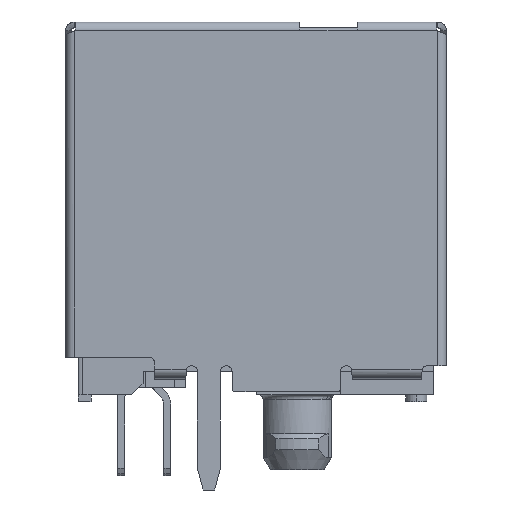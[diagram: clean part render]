
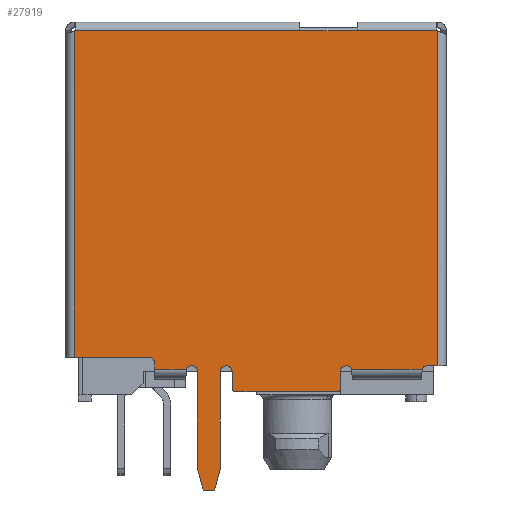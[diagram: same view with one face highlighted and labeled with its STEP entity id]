
A CAD part, left-side view. The second image highlights one B-rep face of the part: STEP entity #27919.
In plain terms, the highlighted planar face has unit normal (-1, 0, 0).
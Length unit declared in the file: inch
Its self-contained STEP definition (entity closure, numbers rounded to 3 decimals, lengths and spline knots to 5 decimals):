
#1557=DIRECTION('',(0.,1.,0.));
#1558=VECTOR('',#1557,0.38876);
#1559=CARTESIAN_POINT('',(-0.315,-0.287,0.088));
#1560=LINE('',#1559,#1558);
#1565=CARTESIAN_POINT('',(-0.315,-0.368,-0.502));
#1566=DIRECTION('',(-1.,0.,0.));
#1567=DIRECTION('',(0.,-0.908,0.42));
#1568=AXIS2_PLACEMENT_3D('',#1565,#1566,#1567);
#1570=CARTESIAN_POINT('',(-0.315,-0.353,-0.532));
#1571=DIRECTION('',(1.,0.,0.));
#1572=DIRECTION('',(0.,-1.,0.));
#1573=AXIS2_PLACEMENT_3D('',#1570,#1571,#1572);
#1575=CARTESIAN_POINT('',(-0.315,-0.175,-0.532));
#1576=DIRECTION('',(1.,0.,0.));
#1577=DIRECTION('',(0.,0.,-1.));
#1578=AXIS2_PLACEMENT_3D('',#1575,#1576,#1577);
#1580=CARTESIAN_POINT('',(-0.315,-0.16,-0.502));
#1581=DIRECTION('',(-1.,0.,0.));
#1582=DIRECTION('',(0.,-1.,0.));
#1583=AXIS2_PLACEMENT_3D('',#1580,#1581,#1582);
#1585=DIRECTION('',(0.,0.,-1.));
#1586=VECTOR('',#1585,0.16768);
#1587=CARTESIAN_POINT('',(-0.315,-0.15,-0.502));
#1588=LINE('',#1587,#1586);
#1589=DIRECTION('',(0.,0.259,-0.966));
#1590=VECTOR('',#1589,0.03864);
#1591=CARTESIAN_POINT('',(-0.315,-0.15,-0.66968));
#1592=LINE('',#1591,#1590);
#1593=DIRECTION('',(0.,0.259,0.966));
#1594=VECTOR('',#1593,0.03864);
#1595=CARTESIAN_POINT('',(-0.315,-0.12,-0.707));
#1596=LINE('',#1595,#1594);
#1597=CARTESIAN_POINT('',(-0.315,-0.1,-0.502));
#1598=DIRECTION('',(-1.,0.,0.));
#1599=DIRECTION('',(0.,-1.,0.));
#1600=AXIS2_PLACEMENT_3D('',#1597,#1598,#1599);
#1602=CARTESIAN_POINT('',(-0.315,-0.026,-0.487));
#1603=DIRECTION('',(-1.,0.,0.));
#1604=DIRECTION('',(0.,-1.,0.));
#1605=AXIS2_PLACEMENT_3D('',#1602,#1603,#1604);
#1607=CARTESIAN_POINT('',(-0.315,0.108,0.093));
#1608=DIRECTION('',(-1.,0.,0.));
#1609=DIRECTION('',(0.,-0.625,-0.781));
#1610=AXIS2_PLACEMENT_3D('',#1607,#1608,#1609);
#1612=DIRECTION('',(0.,0.,-1.));
#1613=VECTOR('',#1612,0.00015);
#1614=CARTESIAN_POINT('',(-0.315,-0.287,0.088));
#1615=LINE('',#1614,#1613);
#1616=CARTESIAN_POINT('',(-0.315,-0.531,0.093));
#1617=DIRECTION('',(-1.,0.,0.));
#1618=DIRECTION('',(0.,0.781,-0.625));
#1619=AXIS2_PLACEMENT_3D('',#1616,#1617,#1618);
#1621=CARTESIAN_POINT('',(-0.315,-0.508,-0.502));
#1622=DIRECTION('',(-1.,0.,0.));
#1623=DIRECTION('',(0.,0.,1.));
#1624=AXIS2_PLACEMENT_3D('',#1621,#1622,#1623);
#1703=DIRECTION('',(0.,-1.,0.));
#1704=VECTOR('',#1703,0.02);
#1705=CARTESIAN_POINT('',(-0.315,-0.12,-0.707));
#1706=LINE('',#1705,#1704);
#1719=DIRECTION('',(0.,0.,1.));
#1720=VECTOR('',#1719,0.16768);
#1721=CARTESIAN_POINT('',(-0.315,-0.11,-0.66968));
#1722=LINE('',#1721,#1720);
#1772=DIRECTION('',(0.,0.,1.));
#1773=VECTOR('',#1772,0.0108);
#1774=CARTESIAN_POINT('',(-0.315,-0.036,-0.4978));
#1775=LINE('',#1774,#1773);
#1804=DIRECTION('',(0.,-1.,0.));
#1805=VECTOR('',#1804,0.129);
#1806=CARTESIAN_POINT('',(-0.315,0.103,-0.477));
#1807=LINE('',#1806,#1805);
#3457=DIRECTION('',(0.,0.,-1.));
#3458=VECTOR('',#3457,0.56376);
#3459=CARTESIAN_POINT('',(-0.315,0.103,0.08676));
#3460=LINE('',#3459,#3458);
#4054=DIRECTION('',(0.,0.,1.));
#4055=VECTOR('',#4054,0.00015);
#4056=CARTESIAN_POINT('',(-0.315,-0.387,0.08785));
#4057=LINE('',#4056,#4055);
#4130=DIRECTION('',(0.,-1.,0.));
#4131=VECTOR('',#4130,0.018);
#4132=CARTESIAN_POINT('',(-0.315,-0.508,-0.492));
#4133=LINE('',#4132,#4131);
#4213=DIRECTION('',(0.,0.,1.));
#4214=VECTOR('',#4213,0.57876);
#4215=CARTESIAN_POINT('',(-0.315,-0.526,-0.492));
#4216=LINE('',#4215,#4214);
#4343=DIRECTION('',(0.,-1.,0.));
#4344=VECTOR('',#4343,0.12185);
#4345=CARTESIAN_POINT('',(-0.315,-0.37708,-0.4978));
#4346=LINE('',#4345,#4344);
#4384=DIRECTION('',(0.,1.,0.));
#4385=VECTOR('',#4384,0.13776);
#4386=CARTESIAN_POINT('',(-0.315,-0.52476,
0.088));
#4387=LINE('',#4386,#4385);
#4465=DIRECTION('',(0.,-1.,0.));
#4466=VECTOR('',#4465,0.1);
#4467=CARTESIAN_POINT('',(-0.315,-0.287,0.08785));
#4468=LINE('',#4467,#4466);
#13159=DIRECTION('',(0.,-1.,0.));
#13160=VECTOR('',#13159,0.05492);
#13161=CARTESIAN_POINT('',(-0.315,-0.036,-0.4978));
#13162=LINE('',#13161,#13160);
#13204=DIRECTION('',(0.,0.,1.));
#13205=VECTOR('',#13204,0.03);
#13206=CARTESIAN_POINT('',(-0.315,-0.17,-0.532));
#13207=LINE('',#13206,#13205);
#13220=DIRECTION('',(0.,-1.,0.));
#13221=VECTOR('',#13220,0.178);
#13222=CARTESIAN_POINT('',(-0.315,-0.175,-0.537));
#13223=LINE('',#13222,#13221);
#13236=DIRECTION('',(0.,0.,1.));
#13237=VECTOR('',#13236,0.03);
#13238=CARTESIAN_POINT('',(-0.315,-0.358,-0.532));
#13239=LINE('',#13238,#13237);
#25344=CARTESIAN_POINT('',(-0.315,-0.287,0.088));
#25345=VERTEX_POINT('',#25344);
#25346=CARTESIAN_POINT('',(-0.315,-0.287,0.08785));
#25347=VERTEX_POINT('',#25346);
#25406=CARTESIAN_POINT('',(-0.315,-0.17,-0.502));
#25407=VERTEX_POINT('',#25406);
#25408=CARTESIAN_POINT('',(-0.315,-0.15,-0.502));
#25409=VERTEX_POINT('',#25408);
#25410=CARTESIAN_POINT('',(-0.315,-0.15,-0.66968));
#25411=VERTEX_POINT('',#25410);
#25412=CARTESIAN_POINT('',(-0.315,-0.37708,-0.4978));
#25413=CARTESIAN_POINT('',(-0.315,-0.358,-0.502));
#25414=VERTEX_POINT('',#25412);
#25415=VERTEX_POINT('',#25413);
#25416=CARTESIAN_POINT('',(-0.315,-0.49892,-0.4978));
#25417=VERTEX_POINT('',#25416);
#25418=CARTESIAN_POINT('',(-0.315,-0.508,-0.492));
#25419=VERTEX_POINT('',#25418);
#25420=CARTESIAN_POINT('',(-0.315,-0.526,-0.492));
#25421=VERTEX_POINT('',#25420);
#25422=CARTESIAN_POINT('',(-0.315,-0.526,0.08676));
#25423=VERTEX_POINT('',#25422);
#25424=CARTESIAN_POINT('',(-0.315,-0.52476,0.088));
#25425=VERTEX_POINT('',#25424);
#25426=CARTESIAN_POINT('',(-0.315,-0.387,0.088));
#25427=VERTEX_POINT('',#25426);
#25428=CARTESIAN_POINT('',(-0.315,-0.387,0.08785));
#25429=VERTEX_POINT('',#25428);
#25430=CARTESIAN_POINT('',(-0.315,0.10176,
0.088));
#25431=VERTEX_POINT('',#25430);
#25432=CARTESIAN_POINT('',(-0.315,0.103,0.08676));
#25433=VERTEX_POINT('',#25432);
#25434=CARTESIAN_POINT('',(-0.315,0.103,-0.477));
#25435=VERTEX_POINT('',#25434);
#25436=CARTESIAN_POINT('',(-0.315,-0.026,-0.477));
#25437=VERTEX_POINT('',#25436);
#25438=CARTESIAN_POINT('',(-0.315,-0.036,-0.487));
#25439=VERTEX_POINT('',#25438);
#25440=CARTESIAN_POINT('',(-0.315,-0.036,-0.4978));
#25441=VERTEX_POINT('',#25440);
#25442=CARTESIAN_POINT('',(-0.315,-0.09092,-0.4978));
#25443=VERTEX_POINT('',#25442);
#25444=CARTESIAN_POINT('',(-0.315,-0.11,-0.502));
#25445=VERTEX_POINT('',#25444);
#25446=CARTESIAN_POINT('',(-0.315,-0.11,-0.66968));
#25447=VERTEX_POINT('',#25446);
#25448=CARTESIAN_POINT('',(-0.315,-0.12,-0.707));
#25449=VERTEX_POINT('',#25448);
#25450=CARTESIAN_POINT('',(-0.315,-0.14,-0.707));
#25451=VERTEX_POINT('',#25450);
#25452=CARTESIAN_POINT('',(-0.315,-0.17,-0.532));
#25453=VERTEX_POINT('',#25452);
#25454=CARTESIAN_POINT('',(-0.315,-0.175,-0.537));
#25455=VERTEX_POINT('',#25454);
#25456=CARTESIAN_POINT('',(-0.315,-0.353,-0.537));
#25457=VERTEX_POINT('',#25456);
#25458=CARTESIAN_POINT('',(-0.315,-0.358,-0.532));
#25459=VERTEX_POINT('',#25458);
#27856=CARTESIAN_POINT('',(-0.315,-0.2115,-0.3095));
#27857=DIRECTION('',(1.,0.,0.));
#27858=DIRECTION('',(0.,-1.,0.));
#27859=AXIS2_PLACEMENT_3D('',#27856,#27857,#27858);
#27860=PLANE('',#27859);
#27862=ORIENTED_EDGE('',*,*,#27861,.T.);
#27864=ORIENTED_EDGE('',*,*,#27863,.F.);
#27866=ORIENTED_EDGE('',*,*,#27865,.T.);
#27868=ORIENTED_EDGE('',*,*,#27867,.F.);
#27870=ORIENTED_EDGE('',*,*,#27869,.T.);
#27872=ORIENTED_EDGE('',*,*,#27871,.T.);
#27874=ORIENTED_EDGE('',*,*,#27873,.T.);
#27876=ORIENTED_EDGE('',*,*,#27875,.T.);
#27878=ORIENTED_EDGE('',*,*,#27877,.T.);
#27880=ORIENTED_EDGE('',*,*,#27879,.F.);
#27882=ORIENTED_EDGE('',*,*,#27881,.T.);
#27884=ORIENTED_EDGE('',*,*,#27883,.T.);
#27886=ORIENTED_EDGE('',*,*,#27885,.T.);
#27888=ORIENTED_EDGE('',*,*,#27887,.F.);
#27890=ORIENTED_EDGE('',*,*,#27889,.T.);
#27892=ORIENTED_EDGE('',*,*,#27891,.T.);
#27894=ORIENTED_EDGE('',*,*,#27893,.F.);
#27896=ORIENTED_EDGE('',*,*,#27895,.F.);
#27898=ORIENTED_EDGE('',*,*,#27897,.T.);
#27899=ORIENTED_EDGE('',*,*,#27846,.F.);
#27900=ORIENTED_EDGE('',*,*,#27836,.T.);
#27902=ORIENTED_EDGE('',*,*,#27901,.T.);
#27904=ORIENTED_EDGE('',*,*,#27903,.T.);
#27906=ORIENTED_EDGE('',*,*,#27905,.F.);
#27908=ORIENTED_EDGE('',*,*,#27907,.T.);
#27910=ORIENTED_EDGE('',*,*,#27909,.F.);
#27912=ORIENTED_EDGE('',*,*,#27911,.F.);
#27914=ORIENTED_EDGE('',*,*,#27913,.T.);
#27916=ORIENTED_EDGE('',*,*,#27915,.F.);
#27917=EDGE_LOOP('',(#27862,#27864,#27866,#27868,#27870,#27872,#27874,#27876,
#27878,#27880,#27882,#27884,#27886,#27888,#27890,#27892,#27894,#27896,#27898,
#27899,#27900,#27902,#27904,#27906,#27908,#27910,#27912,#27914,#27916));
#27918=FACE_OUTER_BOUND('',#27917,.F.);
#27919=ADVANCED_FACE('',(#27918),#27860,.F.);
#1569=CIRCLE('',#1568,0.01);
#1574=CIRCLE('',#1573,0.005);
#1579=CIRCLE('',#1578,0.005);
#1584=CIRCLE('',#1583,0.01);
#1601=CIRCLE('',#1600,0.01);
#1606=CIRCLE('',#1605,0.01);
#1611=CIRCLE('',#1610,0.008);
#1620=CIRCLE('',#1619,0.008);
#1625=CIRCLE('',#1624,0.01);
#27836=EDGE_CURVE('',#25345,#25347,#1615,.T.);
#27846=EDGE_CURVE('',#25345,#25431,#1560,.T.);
#27861=EDGE_CURVE('',#25414,#25415,#1569,.T.);
#27863=EDGE_CURVE('',#25459,#25415,#13239,.T.);
#27865=EDGE_CURVE('',#25459,#25457,#1574,.T.);
#27867=EDGE_CURVE('',#25455,#25457,#13223,.T.);
#27869=EDGE_CURVE('',#25455,#25453,#1579,.T.);
#27871=EDGE_CURVE('',#25453,#25407,#13207,.T.);
#27873=EDGE_CURVE('',#25407,#25409,#1584,.T.);
#27875=EDGE_CURVE('',#25409,#25411,#1588,.T.);
#27877=EDGE_CURVE('',#25411,#25451,#1592,.T.);
#27879=EDGE_CURVE('',#25449,#25451,#1706,.T.);
#27881=EDGE_CURVE('',#25449,#25447,#1596,.T.);
#27883=EDGE_CURVE('',#25447,#25445,#1722,.T.);
#27885=EDGE_CURVE('',#25445,#25443,#1601,.T.);
#27887=EDGE_CURVE('',#25441,#25443,#13162,.T.);
#27889=EDGE_CURVE('',#25441,#25439,#1775,.T.);
#27891=EDGE_CURVE('',#25439,#25437,#1606,.T.);
#27893=EDGE_CURVE('',#25435,#25437,#1807,.T.);
#27895=EDGE_CURVE('',#25433,#25435,#3460,.T.);
#27897=EDGE_CURVE('',#25433,#25431,#1611,.T.);
#27901=EDGE_CURVE('',#25347,#25429,#4468,.T.);
#27903=EDGE_CURVE('',#25429,#25427,#4057,.T.);
#27905=EDGE_CURVE('',#25425,#25427,#4387,.T.);
#27907=EDGE_CURVE('',#25425,#25423,#1620,.T.);
#27909=EDGE_CURVE('',#25421,#25423,#4216,.T.);
#27911=EDGE_CURVE('',#25419,#25421,#4133,.T.);
#27913=EDGE_CURVE('',#25419,#25417,#1625,.T.);
#27915=EDGE_CURVE('',#25414,#25417,#4346,.T.);
